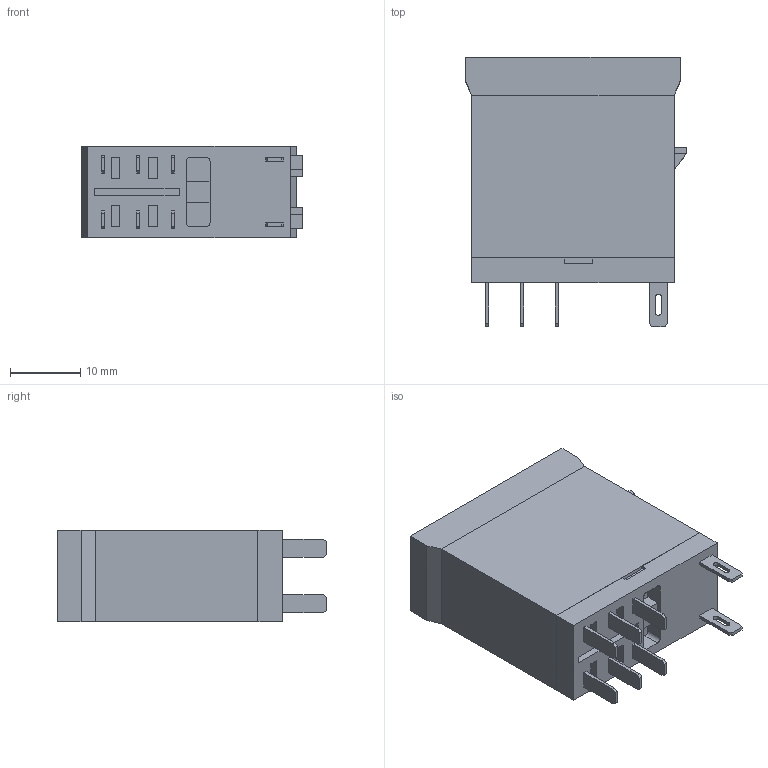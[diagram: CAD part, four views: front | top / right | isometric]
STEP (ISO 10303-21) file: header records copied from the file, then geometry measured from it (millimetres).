
FILE_DESCRIPTION (( 'STEP AP214' ), '1' );
FILE_NAME ('rpat-22-2-230AC(24DC).ÃÌ Ðåëå ïðîìåæóòî÷íîå ñ êíîïêîé è ìåõ. èíäèêàöèåé RPAt 22-2.STEP', '2024-08-08T13:53:06', ( '' ), ( '' ), 'SwSTEP 2.0', 'SolidWorks 2021', '' );
FILE_SCHEMA (( 'AUTOMOTIVE_DESIGN' ));
Length unit declared in the file: millimetre
Products named in the file (1): rpat-22-2-230AC(24DC).ÃÌ Ðåëå ïðîìåæóòî÷íîå ñ êíîïêîé è ìåõ. èíäèêàöèåé RPAt 22-2
Bounding box: 31.43 x 38.35 x 13 mm (x, y, z)
Volume: 11990.8 mm3; surface area: 5628.6 mm2
Topology: 11 solids, 11 shells, 270 faces, 679 edges, 452 vertices
Faces by surface type: plane 248, bspline 12, cylinder 8, cone 2
Entity records: 9476 total; most frequent: CARTESIAN_POINT 1550, ORIENTED_EDGE 1358, DIRECTION 1193, EDGE_CURVE 679, LINE 635, VECTOR 635, VERTEX_POINT 452, EDGE_LOOP 295
